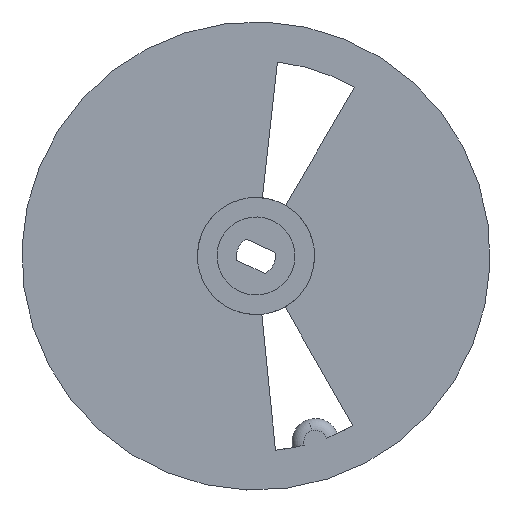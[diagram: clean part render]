
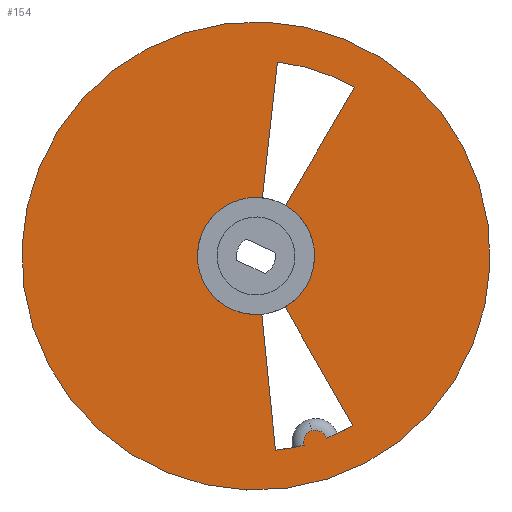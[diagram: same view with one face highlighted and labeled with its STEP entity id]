
A CAD part, front view. The second image highlights one B-rep face of the part: STEP entity #154.
In plain terms, the highlighted planar face has unit normal (0, -1, 0).
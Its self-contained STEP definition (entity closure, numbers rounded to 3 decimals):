
#4 = CARTESIAN_POINT ( 'NONE',  ( 12.406, 46.674, 55.186 ) ) ;
#6 = DIRECTION ( 'NONE',  ( 0., 1., 0. ) ) ;
#16 = EDGE_CURVE ( 'NONE', #817, #890, #720, .T. ) ;
#17 = ORIENTED_EDGE ( 'NONE', *, *, #16, .F. ) ;
#34 = ORIENTED_EDGE ( 'NONE', *, *, #425, .T. ) ;
#47 = EDGE_CURVE ( 'NONE', #1041, #890, #526, .T. ) ;
#50 = DIRECTION ( 'NONE',  ( -0.304, 0., 0.953 ) ) ;
#52 = AXIS2_PLACEMENT_3D ( 'NONE', #985, #893, #568 ) ;
#67 = CARTESIAN_POINT ( 'NONE',  ( 20.014, 46.674, 31.372 ) ) ;
#68 = AXIS2_PLACEMENT_3D ( 'NONE', #441, #773, #245 ) ;
#70 = DIRECTION ( 'NONE',  ( 0., 1., 0. ) ) ;
#80 = CARTESIAN_POINT ( 'NONE',  ( 12.406, 46.674, 55.186 ) ) ;
#82 = DIRECTION ( 'NONE',  ( 0.109, 0., 0.994 ) ) ;
#100 = ORIENTED_EDGE ( 'NONE', *, *, #919, .T. ) ;
#112 = CARTESIAN_POINT ( 'NONE',  ( 15.141, 46.674, 80.036 ) ) ;
#139 = DIRECTION ( 'NONE',  ( 0.304, 0., -0.953 ) ) ;
#144 = ORIENTED_EDGE ( 'NONE', *, *, #645, .T. ) ;
#154 = ADVANCED_FACE ( 'NONE', ( #230, #494 ), #830, .F. ) ;
#169 = EDGE_CURVE ( 'NONE', #1076, #912, #924, .T. ) ;
#171 = LINE ( 'NONE', #80, #218 ) ;
#180 = EDGE_CURVE ( 'NONE', #281, #733, #224, .T. ) ;
#181 = VERTEX_POINT ( 'NONE', #651 ) ;
#182 = AXIS2_PLACEMENT_3D ( 'NONE', #67, #1088, #318 ) ;
#188 = DIRECTION ( 'NONE',  ( 0.504, 0., 0.864 ) ) ;
#201 = EDGE_CURVE ( 'NONE', #281, #1041, #431, .T. ) ;
#205 = CARTESIAN_POINT ( 'NONE',  ( 10.123, 46.674, 62.331 ) ) ;
#218 = VECTOR ( 'NONE', #935, 1000. ) ;
#222 = DIRECTION ( 'NONE',  ( 0., -1., 0. ) ) ;
#224 = CIRCLE ( 'NONE', #52, 7.5 ) ;
#230 = FACE_OUTER_BOUND ( 'NONE', #1106, .T. ) ;
#245 = DIRECTION ( 'NONE',  ( -0.304, 0., 0.953 ) ) ;
#252 = CARTESIAN_POINT ( 'NONE',  ( 18.572, 46.674, 30.959 ) ) ;
#260 = EDGE_CURVE ( 'NONE', #695, #437, #896, .T. ) ;
#274 = CARTESIAN_POINT ( 'NONE',  ( 12.406, 46.674, 55.186 ) ) ;
#276 = CARTESIAN_POINT ( 'NONE',  ( 12.406, 46.674, 55.186 ) ) ;
#281 = VERTEX_POINT ( 'NONE', #920 ) ;
#294 = CARTESIAN_POINT ( 'NONE',  ( 12.406, 46.674, 55.186 ) ) ;
#308 = DIRECTION ( 'NONE',  ( 0.304, 0., -0.953 ) ) ;
#312 = ORIENTED_EDGE ( 'NONE', *, *, #180, .F. ) ;
#314 = LINE ( 'NONE', #1084, #840 ) ;
#318 = DIRECTION ( 'NONE',  ( -0.304, 0., 0.953 ) ) ;
#322 = AXIS2_PLACEMENT_3D ( 'NONE', #606, #6, #349 ) ;
#338 = CIRCLE ( 'NONE', #966, 7.5 ) ;
#342 = ORIENTED_EDGE ( 'NONE', *, *, #201, .T. ) ;
#347 = VERTEX_POINT ( 'NONE', #493 ) ;
#349 = DIRECTION ( 'NONE',  ( -0.304, 0., 0.953 ) ) ;
#373 = AXIS2_PLACEMENT_3D ( 'NONE', #1091, #1074, #897 ) ;
#374 = AXIS2_PLACEMENT_3D ( 'NONE', #294, #70, #50 ) ;
#408 = CARTESIAN_POINT ( 'NONE',  ( 20.014, 46.674, 31.372 ) ) ;
#421 = ORIENTED_EDGE ( 'NONE', *, *, #775, .F. ) ;
#425 = EDGE_CURVE ( 'NONE', #578, #347, #314, .T. ) ;
#427 = ORIENTED_EDGE ( 'NONE', *, *, #478, .F. ) ;
#431 = LINE ( 'NONE', #1016, #964 ) ;
#437 = VERTEX_POINT ( 'NONE', #583 ) ;
#441 = CARTESIAN_POINT ( 'NONE',  ( 12.406, 46.674, 55.186 ) ) ;
#442 = CIRCLE ( 'NONE', #182, 1.5 ) ;
#449 = AXIS2_PLACEMENT_3D ( 'NONE', #408, #915, #1007 ) ;
#462 = EDGE_CURVE ( 'NONE', #733, #872, #338, .T. ) ;
#478 = EDGE_CURVE ( 'NONE', #437, #695, #489, .T. ) ;
#489 = CIRCLE ( 'NONE', #68, 30. ) ;
#493 = CARTESIAN_POINT ( 'NONE',  ( 24.799, 46.674, 33.475 ) ) ;
#494 = FACE_BOUND ( 'NONE', #659, .T. ) ;
#499 = EDGE_CURVE ( 'NONE', #872, #903, #171, .T. ) ;
#505 = DIRECTION ( 'NONE',  ( -0.304, 0., 0.953 ) ) ;
#516 = DIRECTION ( 'NONE',  ( 0., 1., 0. ) ) ;
#526 = CIRCLE ( 'NONE', #373, 25. ) ;
#530 = CIRCLE ( 'NONE', #322, 25. ) ;
#568 = DIRECTION ( 'NONE',  ( 0.304, 0., -0.953 ) ) ;
#571 = DIRECTION ( 'NONE',  ( 0., -1., 0. ) ) ;
#578 = VERTEX_POINT ( 'NONE', #678 ) ;
#581 = ORIENTED_EDGE ( 'NONE', *, *, #169, .T. ) ;
#583 = CARTESIAN_POINT ( 'NONE',  ( 21.535, 46.674, 26.609 ) ) ;
#585 = CIRCLE ( 'NONE', #991, 25. ) ;
#606 = CARTESIAN_POINT ( 'NONE',  ( 12.406, 46.674, 55.186 ) ) ;
#645 = EDGE_CURVE ( 'NONE', #912, #903, #585, .T. ) ;
#649 = CARTESIAN_POINT ( 'NONE',  ( 12.406, 46.674, 55.186 ) ) ;
#651 = CARTESIAN_POINT ( 'NONE',  ( 21.428, 46.674, 31.871 ) ) ;
#659 = EDGE_LOOP ( 'NONE', ( #802, #581, #144, #798, #805, #312, #342, #1048, #17, #421, #34, #100 ) ) ;
#663 = VECTOR ( 'NONE', #188, 1000. ) ;
#678 = CARTESIAN_POINT ( 'NONE',  ( 16.123, 46.674, 48.673 ) ) ;
#695 = VERTEX_POINT ( 'NONE', #715 ) ;
#710 = DIRECTION ( 'NONE',  ( 0., 1., 0. ) ) ;
#715 = CARTESIAN_POINT ( 'NONE',  ( 3.276, 46.674, 83.763 ) ) ;
#720 = LINE ( 'NONE', #276, #663 ) ;
#723 = DIRECTION ( 'NONE',  ( -0.304, 0., 0.953 ) ) ;
#733 = VERTEX_POINT ( 'NONE', #205 ) ;
#735 = CARTESIAN_POINT ( 'NONE',  ( 12.406, 46.674, 55.186 ) ) ;
#755 = CARTESIAN_POINT ( 'NONE',  ( 25.012, 46.674, 76.775 ) ) ;
#767 = ORIENTED_EDGE ( 'NONE', *, *, #260, .F. ) ;
#773 = DIRECTION ( 'NONE',  ( 0., 1., 0. ) ) ;
#775 = EDGE_CURVE ( 'NONE', #578, #817, #1064, .T. ) ;
#798 = ORIENTED_EDGE ( 'NONE', *, *, #499, .F. ) ;
#802 = ORIENTED_EDGE ( 'NONE', *, *, #875, .T. ) ;
#805 = ORIENTED_EDGE ( 'NONE', *, *, #462, .F. ) ;
#817 = VERTEX_POINT ( 'NONE', #833 ) ;
#830 = PLANE ( 'NONE',  #374 ) ;
#833 = CARTESIAN_POINT ( 'NONE',  ( 16.187, 46.674, 61.663 ) ) ;
#840 = VECTOR ( 'NONE', #918, 1000. ) ;
#872 = VERTEX_POINT ( 'NONE', #1083 ) ;
#875 = EDGE_CURVE ( 'NONE', #181, #1076, #442, .T. ) ;
#890 = VERTEX_POINT ( 'NONE', #755 ) ;
#893 = DIRECTION ( 'NONE',  ( 0., -1., 0. ) ) ;
#896 = CIRCLE ( 'NONE', #914, 30. ) ;
#897 = DIRECTION ( 'NONE',  ( -0.304, 0., 0.953 ) ) ;
#903 = VERTEX_POINT ( 'NONE', #946 ) ;
#912 = VERTEX_POINT ( 'NONE', #252 ) ;
#914 = AXIS2_PLACEMENT_3D ( 'NONE', #4, #516, #505 ) ;
#915 = DIRECTION ( 'NONE',  ( 0., -1., 0. ) ) ;
#918 = DIRECTION ( 'NONE',  ( 0.496, 0., -0.868 ) ) ;
#919 = EDGE_CURVE ( 'NONE', #347, #181, #530, .T. ) ;
#920 = CARTESIAN_POINT ( 'NONE',  ( 13.226, 46.674, 62.641 ) ) ;
#924 = CIRCLE ( 'NONE', #449, 1.5 ) ;
#935 = DIRECTION ( 'NONE',  ( 0.1, 0., -0.995 ) ) ;
#946 = CARTESIAN_POINT ( 'NONE',  ( 14.896, 46.674, 30.311 ) ) ;
#964 = VECTOR ( 'NONE', #82, 1000. ) ;
#966 = AXIS2_PLACEMENT_3D ( 'NONE', #735, #222, #308 ) ;
#985 = CARTESIAN_POINT ( 'NONE',  ( 12.406, 46.674, 55.186 ) ) ;
#991 = AXIS2_PLACEMENT_3D ( 'NONE', #274, #710, #723 ) ;
#1007 = DIRECTION ( 'NONE',  ( -0.304, 0., 0.953 ) ) ;
#1016 = CARTESIAN_POINT ( 'NONE',  ( 12.406, 46.674, 55.186 ) ) ;
#1041 = VERTEX_POINT ( 'NONE', #112 ) ;
#1047 = CARTESIAN_POINT ( 'NONE',  ( 19.557, 46.674, 32.801 ) ) ;
#1048 = ORIENTED_EDGE ( 'NONE', *, *, #47, .T. ) ;
#1064 = CIRCLE ( 'NONE', #1104, 7.5 ) ;
#1074 = DIRECTION ( 'NONE',  ( 0., 1., 0. ) ) ;
#1076 = VERTEX_POINT ( 'NONE', #1047 ) ;
#1083 = CARTESIAN_POINT ( 'NONE',  ( 13.153, 46.674, 47.724 ) ) ;
#1084 = CARTESIAN_POINT ( 'NONE',  ( 12.406, 46.674, 55.186 ) ) ;
#1088 = DIRECTION ( 'NONE',  ( 0., -1., 0. ) ) ;
#1091 = CARTESIAN_POINT ( 'NONE',  ( 12.406, 46.674, 55.186 ) ) ;
#1104 = AXIS2_PLACEMENT_3D ( 'NONE', #649, #571, #139 ) ;
#1106 = EDGE_LOOP ( 'NONE', ( #767, #427 ) ) ;
